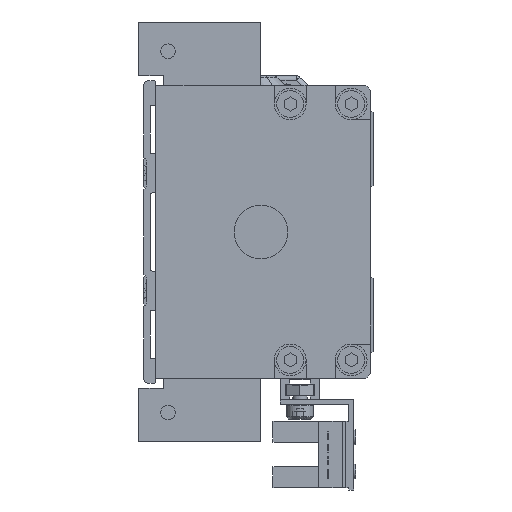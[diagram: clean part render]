
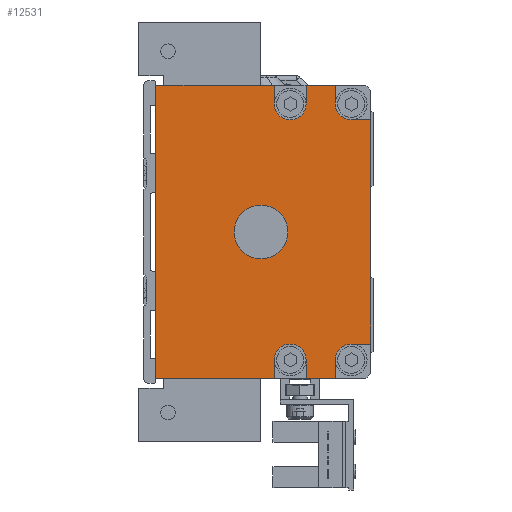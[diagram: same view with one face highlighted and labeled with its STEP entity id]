
A CAD part, left-side view. The second image highlights one B-rep face of the part: STEP entity #12531.
In plain terms, the highlighted planar face has unit normal (-1, 0, 0).
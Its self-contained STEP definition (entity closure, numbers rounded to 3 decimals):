
#657=DIRECTION('',(0.,1.,0.));
#658=VECTOR('',#657,6.);
#659=CARTESIAN_POINT('',(-411.,7.75,30.));
#660=LINE('',#659,#658);
#669=DIRECTION('',(0.,1.,0.));
#670=VECTOR('',#669,24.25);
#671=CARTESIAN_POINT('',(-411.,20.25,30.));
#672=LINE('',#671,#670);
#693=DIRECTION('',(0.,0.,1.));
#694=VECTOR('',#693,45.9);
#695=CARTESIAN_POINT('',(-411.,0.5,-22.95));
#696=LINE('',#695,#694);
#749=DIRECTION('',(0.,-1.,0.));
#750=VECTOR('',#749,24.25);
#751=CARTESIAN_POINT('',(-411.,44.5,-30.));
#752=LINE('',#751,#750);
#757=DIRECTION('',(0.,-1.,0.));
#758=VECTOR('',#757,6.);
#759=CARTESIAN_POINT('',(-411.,13.75,-30.));
#760=LINE('',#759,#758);
#3415=DIRECTION('',(0.,0.,1.));
#3416=VECTOR('',#3415,60.);
#3417=CARTESIAN_POINT('',(-411.,44.5,-30.));
#3418=LINE('',#3417,#3416);
#3419=DIRECTION('',(0.,0.,-1.));
#3420=VECTOR('',#3419,3.8);
#3421=CARTESIAN_POINT('',(-411.,20.25,30.));
#3422=LINE('',#3421,#3420);
#3423=CARTESIAN_POINT('',(-411.,17.,26.2));
#3424=DIRECTION('',(-1.,0.,0.));
#3425=DIRECTION('',(0.,1.,0.));
#3426=AXIS2_PLACEMENT_3D('',#3423,#3424,#3425);
#3428=CARTESIAN_POINT('',(-411.,17.,26.2));
#3429=DIRECTION('',(-1.,0.,0.));
#3430=DIRECTION('',(0.,0.,-1.));
#3431=AXIS2_PLACEMENT_3D('',#3428,#3429,#3430);
#3433=DIRECTION('',(0.,0.,1.));
#3434=VECTOR('',#3433,3.8);
#3435=CARTESIAN_POINT('',(-411.,13.75,26.2));
#3436=LINE('',#3435,#3434);
#3437=DIRECTION('',(0.,0.,-1.));
#3438=VECTOR('',#3437,3.8);
#3439=CARTESIAN_POINT('',(-411.,7.75,30.));
#3440=LINE('',#3439,#3438);
#3441=CARTESIAN_POINT('',(-411.,4.5,26.2));
#3442=DIRECTION('',(-1.,0.,0.));
#3443=DIRECTION('',(0.,1.,0.));
#3444=AXIS2_PLACEMENT_3D('',#3441,#3442,#3443);
#3446=DIRECTION('',(0.,1.,0.));
#3447=VECTOR('',#3446,4.);
#3448=CARTESIAN_POINT('',(-411.,0.5,-22.95));
#3449=LINE('',#3448,#3447);
#3450=CARTESIAN_POINT('',(-411.,4.5,-26.2));
#3451=DIRECTION('',(-1.,0.,0.));
#3452=DIRECTION('',(0.,0.,1.));
#3453=AXIS2_PLACEMENT_3D('',#3450,#3451,#3452);
#3455=DIRECTION('',(0.,0.,-1.));
#3456=VECTOR('',#3455,3.8);
#3457=CARTESIAN_POINT('',(-411.,7.75,-26.2));
#3458=LINE('',#3457,#3456);
#3459=DIRECTION('',(0.,0.,1.));
#3460=VECTOR('',#3459,3.8);
#3461=CARTESIAN_POINT('',(-411.,13.75,-30.));
#3462=LINE('',#3461,#3460);
#3463=CARTESIAN_POINT('',(-411.,17.,-26.2));
#3464=DIRECTION('',(-1.,0.,0.));
#3465=DIRECTION('',(0.,-1.,0.));
#3466=AXIS2_PLACEMENT_3D('',#3463,#3464,#3465);
#3468=CARTESIAN_POINT('',(-411.,17.,-26.2));
#3469=DIRECTION('',(-1.,0.,0.));
#3470=DIRECTION('',(0.,0.,1.));
#3471=AXIS2_PLACEMENT_3D('',#3468,#3469,#3470);
#3473=DIRECTION('',(0.,0.,-1.));
#3474=VECTOR('',#3473,3.8);
#3475=CARTESIAN_POINT('',(-411.,20.25,-26.2));
#3476=LINE('',#3475,#3474);
#3477=CARTESIAN_POINT('',(-411.,23.,0.));
#3478=DIRECTION('',(-1.,0.,0.));
#3479=DIRECTION('',(0.,0.,-1.));
#3480=AXIS2_PLACEMENT_3D('',#3477,#3478,#3479);
#3482=CARTESIAN_POINT('',(-411.,23.,0.));
#3483=DIRECTION('',(-1.,0.,0.));
#3484=DIRECTION('',(0.,0.,1.));
#3485=AXIS2_PLACEMENT_3D('',#3482,#3483,#3484);
#3800=DIRECTION('',(0.,1.,0.));
#3801=VECTOR('',#3800,4.);
#3802=CARTESIAN_POINT('',(-411.,0.5,22.95));
#3803=LINE('',#3802,#3801);
#6597=CARTESIAN_POINT('',(-411.,0.5,-22.95));
#6598=VERTEX_POINT('',#6597);
#6599=CARTESIAN_POINT('',(-411.,0.5,22.95));
#6600=VERTEX_POINT('',#6599);
#6649=CARTESIAN_POINT('',(-411.,44.5,-30.));
#6650=VERTEX_POINT('',#6649);
#6651=CARTESIAN_POINT('',(-411.,20.25,-30.));
#6652=VERTEX_POINT('',#6651);
#6657=CARTESIAN_POINT('',(-411.,13.75,-30.));
#6658=VERTEX_POINT('',#6657);
#6659=CARTESIAN_POINT('',(-411.,7.75,-30.));
#6660=VERTEX_POINT('',#6659);
#6943=CARTESIAN_POINT('',(-411.,7.75,30.));
#6944=VERTEX_POINT('',#6943);
#6945=CARTESIAN_POINT('',(-411.,13.75,30.));
#6946=VERTEX_POINT('',#6945);
#6951=CARTESIAN_POINT('',(-411.,20.25,30.));
#6952=VERTEX_POINT('',#6951);
#6953=CARTESIAN_POINT('',(-411.,44.5,30.));
#6954=VERTEX_POINT('',#6953);
#6963=CARTESIAN_POINT('',(-411.,7.75,26.2));
#6964=VERTEX_POINT('',#6963);
#6971=CARTESIAN_POINT('',(-411.,4.5,22.95));
#6972=VERTEX_POINT('',#6971);
#6973=CARTESIAN_POINT('',(-411.,20.25,26.2));
#6974=VERTEX_POINT('',#6973);
#6975=CARTESIAN_POINT('',(-411.,17.,22.95));
#6976=CARTESIAN_POINT('',(-411.,13.75,26.2));
#6977=VERTEX_POINT('',#6975);
#6978=VERTEX_POINT('',#6976);
#6979=CARTESIAN_POINT('',(-411.,4.5,-22.95));
#6980=VERTEX_POINT('',#6979);
#6981=CARTESIAN_POINT('',(-411.,7.75,-26.2));
#6982=VERTEX_POINT('',#6981);
#6983=CARTESIAN_POINT('',(-411.,13.75,-26.2));
#6984=VERTEX_POINT('',#6983);
#6985=CARTESIAN_POINT('',(-411.,17.,-22.95));
#6986=CARTESIAN_POINT('',(-411.,20.25,-26.2));
#6987=VERTEX_POINT('',#6985);
#6988=VERTEX_POINT('',#6986);
#6989=CARTESIAN_POINT('',(-411.,23.,-5.5));
#6990=CARTESIAN_POINT('',(-411.,23.,5.5));
#6991=VERTEX_POINT('',#6989);
#6992=VERTEX_POINT('',#6990);
#12484=CARTESIAN_POINT('',(-411.,44.5,-30.));
#12485=DIRECTION('',(-1.,0.,0.));
#12486=DIRECTION('',(0.,0.,1.));
#12487=AXIS2_PLACEMENT_3D('',#12484,#12485,#12486);
#12488=PLANE('',#12487);
#12489=ORIENTED_EDGE('',*,*,#10188,.T.);
#12490=ORIENTED_EDGE('',*,*,#9266,.F.);
#12492=ORIENTED_EDGE('',*,*,#12491,.T.);
#12494=ORIENTED_EDGE('',*,*,#12493,.T.);
#12496=ORIENTED_EDGE('',*,*,#12495,.T.);
#12498=ORIENTED_EDGE('',*,*,#12497,.T.);
#12499=ORIENTED_EDGE('',*,*,#9258,.F.);
#12501=ORIENTED_EDGE('',*,*,#12500,.T.);
#12503=ORIENTED_EDGE('',*,*,#12502,.T.);
#12505=ORIENTED_EDGE('',*,*,#12504,.F.);
#12506=ORIENTED_EDGE('',*,*,#9305,.F.);
#12508=ORIENTED_EDGE('',*,*,#12507,.T.);
#12510=ORIENTED_EDGE('',*,*,#12509,.T.);
#12512=ORIENTED_EDGE('',*,*,#12511,.T.);
#12513=ORIENTED_EDGE('',*,*,#9395,.F.);
#12515=ORIENTED_EDGE('',*,*,#12514,.T.);
#12517=ORIENTED_EDGE('',*,*,#12516,.T.);
#12519=ORIENTED_EDGE('',*,*,#12518,.T.);
#12521=ORIENTED_EDGE('',*,*,#12520,.T.);
#12522=ORIENTED_EDGE('',*,*,#9387,.F.);
#12523=EDGE_LOOP('',(#12489,#12490,#12492,#12494,#12496,#12498,#12499,#12501,
#12503,#12505,#12506,#12508,#12510,#12512,#12513,#12515,#12517,#12519,#12521,
#12522));
#12524=FACE_OUTER_BOUND('',#12523,.F.);
#12526=ORIENTED_EDGE('',*,*,#12525,.T.);
#12528=ORIENTED_EDGE('',*,*,#12527,.T.);
#12529=EDGE_LOOP('',(#12526,#12528));
#12530=FACE_BOUND('',#12529,.F.);
#3427=CIRCLE('',#3426,3.25);
#3432=CIRCLE('',#3431,3.25);
#3445=CIRCLE('',#3444,3.25);
#3454=CIRCLE('',#3453,3.25);
#3467=CIRCLE('',#3466,3.25);
#3472=CIRCLE('',#3471,3.25);
#3481=CIRCLE('',#3480,5.5);
#3486=CIRCLE('',#3485,5.5);
#9258=EDGE_CURVE('',#6944,#6946,#660,.T.);
#9266=EDGE_CURVE('',#6952,#6954,#672,.T.);
#9305=EDGE_CURVE('',#6598,#6600,#696,.T.);
#9387=EDGE_CURVE('',#6650,#6652,#752,.T.);
#9395=EDGE_CURVE('',#6658,#6660,#760,.T.);
#10188=EDGE_CURVE('',#6650,#6954,#3418,.T.);
#12491=EDGE_CURVE('',#6952,#6974,#3422,.T.);
#12493=EDGE_CURVE('',#6974,#6977,#3427,.T.);
#12495=EDGE_CURVE('',#6977,#6978,#3432,.T.);
#12497=EDGE_CURVE('',#6978,#6946,#3436,.T.);
#12500=EDGE_CURVE('',#6944,#6964,#3440,.T.);
#12502=EDGE_CURVE('',#6964,#6972,#3445,.T.);
#12504=EDGE_CURVE('',#6600,#6972,#3803,.T.);
#12507=EDGE_CURVE('',#6598,#6980,#3449,.T.);
#12509=EDGE_CURVE('',#6980,#6982,#3454,.T.);
#12511=EDGE_CURVE('',#6982,#6660,#3458,.T.);
#12514=EDGE_CURVE('',#6658,#6984,#3462,.T.);
#12516=EDGE_CURVE('',#6984,#6987,#3467,.T.);
#12518=EDGE_CURVE('',#6987,#6988,#3472,.T.);
#12520=EDGE_CURVE('',#6988,#6652,#3476,.T.);
#12525=EDGE_CURVE('',#6991,#6992,#3481,.T.);
#12527=EDGE_CURVE('',#6992,#6991,#3486,.T.);
#12531=ADVANCED_FACE('',(#12524,#12530),#12488,.T.);
